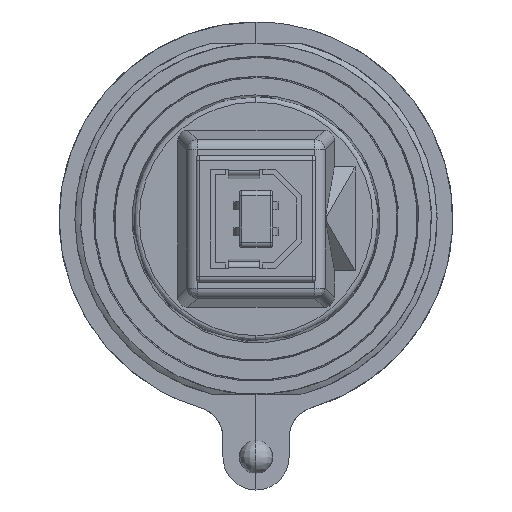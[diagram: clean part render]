
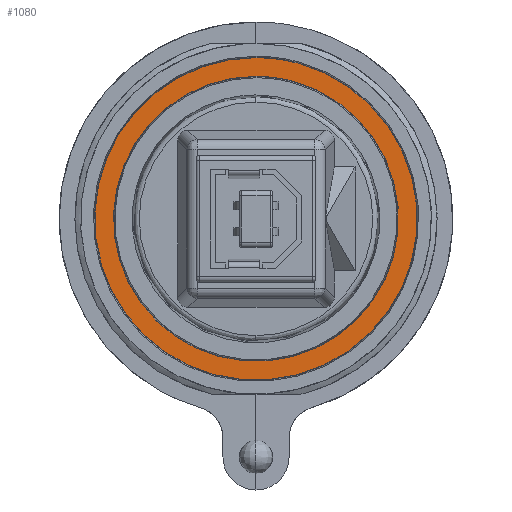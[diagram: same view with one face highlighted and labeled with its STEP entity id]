
A CAD part, left-side view. The second image highlights one B-rep face of the part: STEP entity #1080.
In plain terms, the highlighted planar face has unit normal (-1, 0, 0).
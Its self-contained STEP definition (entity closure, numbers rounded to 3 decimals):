
#1080=ADVANCED_FACE('',(#3487,#3488),#3489,.F.);
#3487=FACE_OUTER_BOUND('',#7222,.T.);
#3488=FACE_BOUND('',#7223,.T.);
#3489=PLANE('',#7224);
#7222=EDGE_LOOP('',(#12762,#12763,#12764));
#7223=EDGE_LOOP('',(#12765,#12766,#12767));
#7224=AXIS2_PLACEMENT_3D('',#12768,#12769,#12770);
#12762=ORIENTED_EDGE('',*,*,#19930,.F.);
#12763=ORIENTED_EDGE('',*,*,#19929,.F.);
#12764=ORIENTED_EDGE('',*,*,#19551,.F.);
#12765=ORIENTED_EDGE('',*,*,#19932,.F.);
#12766=ORIENTED_EDGE('',*,*,#19933,.F.);
#12767=ORIENTED_EDGE('',*,*,#19546,.F.);
#12768=CARTESIAN_POINT('',(2.52,16.151,0.0));
#12769=DIRECTION('',(1.0,0.0,0.0));
#12770=DIRECTION('',(0.0,1.0,0.0));
#19546=EDGE_CURVE('',#29254,#29251,#29256,.T.);
#19551=EDGE_CURVE('',#29263,#29259,#29265,.T.);
#19929=EDGE_CURVE('',#29259,#29908,#29909,.T.);
#19930=EDGE_CURVE('',#29908,#29263,#29910,.T.);
#19932=EDGE_CURVE('',#29912,#29254,#29913,.T.);
#19933=EDGE_CURVE('',#29251,#29912,#29914,.T.);
#29251=VERTEX_POINT('',#36282);
#29254=VERTEX_POINT('',#36286);
#29256=CIRCLE('',#36289,13.73);
#29259=VERTEX_POINT('',#36292);
#29263=VERTEX_POINT('',#36297);
#29265=CIRCLE('',#36300,15.53);
#29908=VERTEX_POINT('',#37898);
#29909=CIRCLE('',#37899,15.53);
#29910=CIRCLE('',#37900,15.53);
#29912=VERTEX_POINT('',#37902);
#29913=CIRCLE('',#37903,13.73);
#29914=CIRCLE('',#37904,13.73);
#36282=CARTESIAN_POINT('',(2.52,-3.581,13.255));
#36286=CARTESIAN_POINT('',(2.52,3.581,-13.255));
#36289=AXIS2_PLACEMENT_3D('',#43901,#43902,#43903);
#36292=CARTESIAN_POINT('',(2.52,4.051,-14.992));
#36297=CARTESIAN_POINT('',(2.52,-4.051,14.992));
#36300=AXIS2_PLACEMENT_3D('',#43909,#43910,#43911);
#37898=CARTESIAN_POINT('',(2.52,0.0,15.53));
#37899=AXIS2_PLACEMENT_3D('',#44403,#44404,#44405);
#37900=AXIS2_PLACEMENT_3D('',#44406,#44407,#44408);
#37902=CARTESIAN_POINT('',(2.52,0.0,13.73));
#37903=AXIS2_PLACEMENT_3D('',#44409,#44410,#44411);
#37904=AXIS2_PLACEMENT_3D('',#44412,#44413,#44414);
#43901=CARTESIAN_POINT('',(2.52,0.0,0.0));
#43902=DIRECTION('',(-1.0,0.0,0.0));
#43903=DIRECTION('',(0.0,0.0,-1.0));
#43909=CARTESIAN_POINT('',(2.52,0.0,0.0));
#43910=DIRECTION('',(1.0,0.0,0.0));
#43911=DIRECTION('',(0.0,0.0,-1.0));
#44403=CARTESIAN_POINT('',(2.52,0.0,0.0));
#44404=DIRECTION('',(1.0,0.0,0.0));
#44405=DIRECTION('',(0.0,0.0,-1.0));
#44406=CARTESIAN_POINT('',(2.52,0.0,0.0));
#44407=DIRECTION('',(1.0,0.0,0.0));
#44408=DIRECTION('',(0.0,0.0,-1.0));
#44409=CARTESIAN_POINT('',(2.52,0.0,0.0));
#44410=DIRECTION('',(-1.0,0.0,0.0));
#44411=DIRECTION('',(0.0,0.0,-1.0));
#44412=CARTESIAN_POINT('',(2.52,0.0,0.0));
#44413=DIRECTION('',(-1.0,0.0,0.0));
#44414=DIRECTION('',(0.0,0.0,-1.0));
